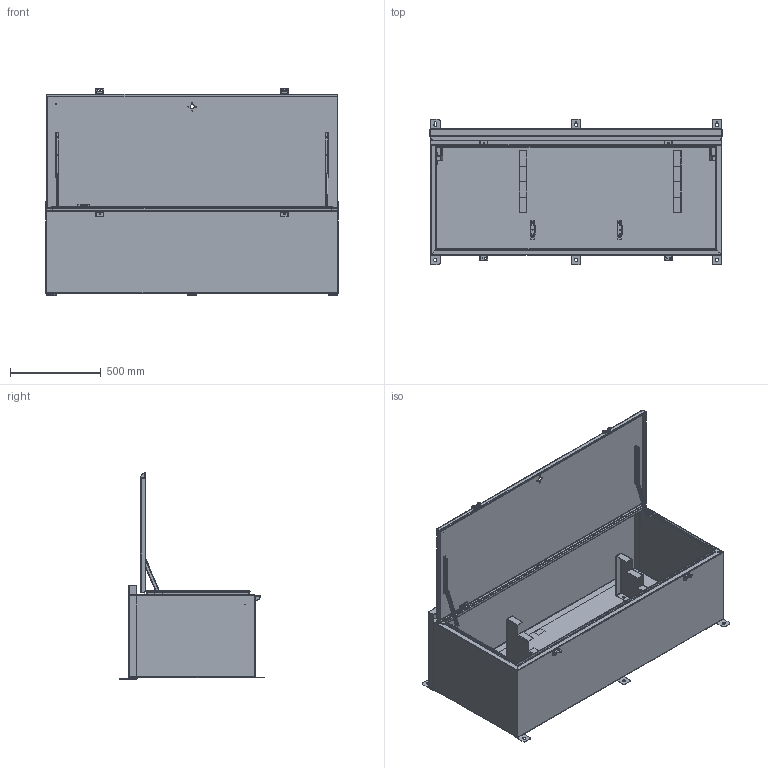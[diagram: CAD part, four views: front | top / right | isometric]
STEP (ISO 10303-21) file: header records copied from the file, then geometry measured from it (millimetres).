
FILE_DESCRIPTION(('FreeCAD Model'),'2;1');
FILE_NAME('Open CASCADE Shape Model','2025-05-08T05:09:04',('FreeCAD'),( 'FreeCAD'),'Open CASCADE STEP processor 7.6','FreeCAD','Unknown');
FILE_SCHEMA(('AUTOMOTIVE_DESIGN { 1 0 10303 214 1 1 1 1 }'));
Products named in the file (1): Open CASCADE STEP translator 7.6 1
Bounding box: 1611.01 x 802.89 x 1137.09 mm (x, y, z)
Volume: 8166662.9 mm3; surface area: 10591165.6 mm2
Topology: 26 solids, 26 shells, 1157 faces, 2661 edges, 1556 vertices
Faces by surface type: bspline 1157
Entity records: 35732 total; most frequent: CARTESIAN_POINT 19535, ORIENTED_EDGE 5322, EDGE_CURVE 2661, B_SPLINE_CURVE_WITH_KNOTS 1985, VERTEX_POINT 1556, FACE_BOUND 1347, EDGE_LOOP 1347, ADVANCED_FACE 1157
